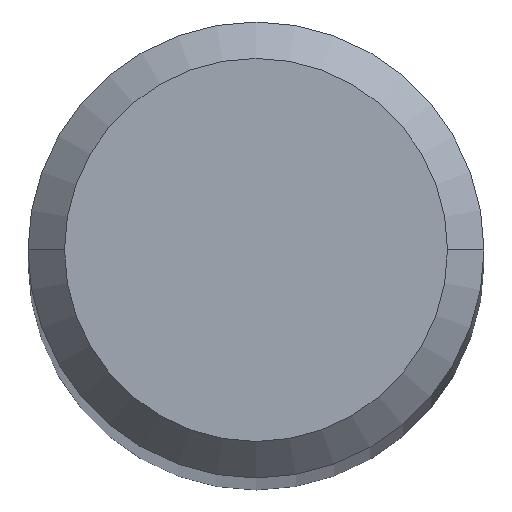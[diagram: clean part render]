
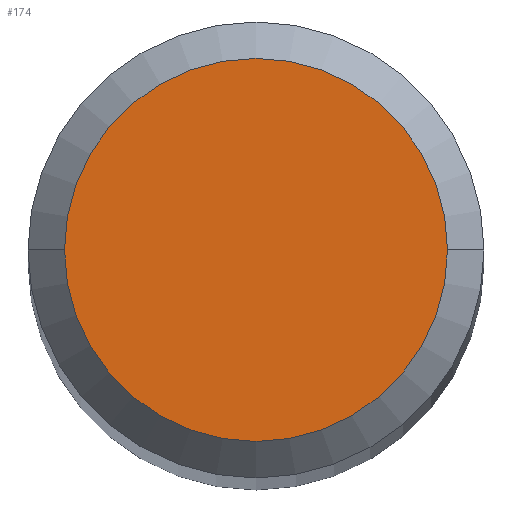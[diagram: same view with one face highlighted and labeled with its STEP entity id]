
A CAD part, top view. The second image highlights one B-rep face of the part: STEP entity #174.
In plain terms, the highlighted planar face has unit normal (0, 0, 1).
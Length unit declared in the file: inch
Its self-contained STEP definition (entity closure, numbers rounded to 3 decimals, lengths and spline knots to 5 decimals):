
#3 = CARTESIAN_POINT ( 'NONE',  ( -0.07875, 0., 3. ) ) ;
#10 = AXIS2_PLACEMENT_3D ( 'NONE', #121, #98, #237 ) ;
#11 = CARTESIAN_POINT ( 'NONE',  ( 0.07875, 0., 3. ) ) ;
#15 = VERTEX_POINT ( 'NONE', #3 ) ;
#22 = EDGE_LOOP ( 'NONE', ( #115, #230 ) ) ;
#87 = FACE_OUTER_BOUND ( 'NONE', #22, .T. ) ;
#97 = CARTESIAN_POINT ( 'NONE',  ( 0., 0., 3. ) ) ;
#98 = DIRECTION ( 'NONE',  ( 0., 0., 1. ) ) ;
#103 = EDGE_CURVE ( 'NONE', #15, #186, #196, .T. ) ;
#113 = CIRCLE ( 'NONE', #10, 0.07875 ) ;
#114 = DIRECTION ( 'NONE',  ( 0., 0., 1. ) ) ;
#115 = ORIENTED_EDGE ( 'NONE', *, *, #103, .T. ) ;
#119 = PLANE ( 'NONE',  #157 ) ;
#121 = CARTESIAN_POINT ( 'NONE',  ( 0., 0., 3. ) ) ;
#156 = DIRECTION ( 'NONE',  ( 1., 0., 0. ) ) ;
#157 = AXIS2_PLACEMENT_3D ( 'NONE', #179, #158, #156 ) ;
#158 = DIRECTION ( 'NONE',  ( 0., 0., 1. ) ) ;
#171 = DIRECTION ( 'NONE',  ( 1., 0., 0. ) ) ;
#174 = ADVANCED_FACE ( 'NONE', ( #87 ), #119, .T. ) ;
#179 = CARTESIAN_POINT ( 'NONE',  ( 0., 0., 3. ) ) ;
#186 = VERTEX_POINT ( 'NONE', #11 ) ;
#196 = CIRCLE ( 'NONE', #213, 0.07875 ) ;
#212 = EDGE_CURVE ( 'NONE', #186, #15, #113, .T. ) ;
#213 = AXIS2_PLACEMENT_3D ( 'NONE', #97, #114, #171 ) ;
#230 = ORIENTED_EDGE ( 'NONE', *, *, #212, .T. ) ;
#237 = DIRECTION ( 'NONE',  ( 1., 0., 0. ) ) ;
